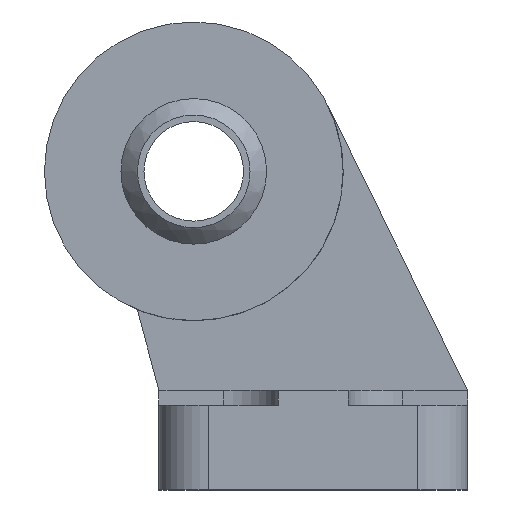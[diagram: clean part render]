
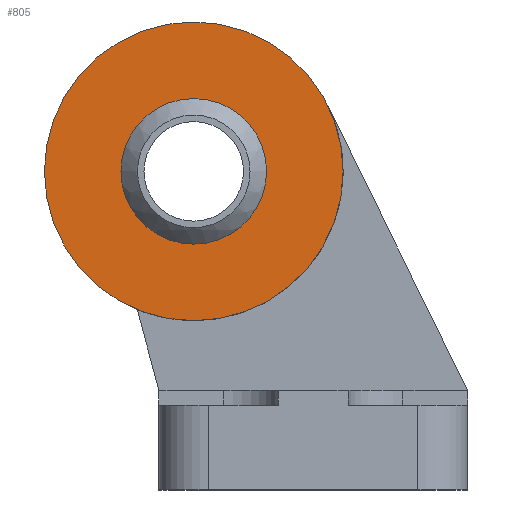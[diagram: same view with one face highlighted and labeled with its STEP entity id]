
A CAD part, left-side view. The second image highlights one B-rep face of the part: STEP entity #805.
In plain terms, the highlighted planar face has unit normal (-1, 0, 0).
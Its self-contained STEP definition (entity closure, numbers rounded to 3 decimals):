
#213=PLANE('',#862);
#242=FACE_BOUND('',#322,.T.);
#268=FACE_OUTER_BOUND('',#321,.T.);
#321=EDGE_LOOP('',(#618));
#322=EDGE_LOOP('',(#619));
#370=CIRCLE('',#842,7.31);
#379=CIRCLE('',#861,15.);
#406=VERTEX_POINT('',#1156);
#421=VERTEX_POINT('',#1200);
#480=EDGE_CURVE('',#406,#406,#370,.T.);
#499=EDGE_CURVE('',#421,#421,#379,.T.);
#618=ORIENTED_EDGE('',*,*,#499,.F.);
#619=ORIENTED_EDGE('',*,*,#480,.T.);
#805=ADVANCED_FACE('',(#268,#242),#213,.F.);
#842=AXIS2_PLACEMENT_3D('',#1157,#926,#927);
#861=AXIS2_PLACEMENT_3D('',#1201,#974,#975);
#862=AXIS2_PLACEMENT_3D('',#1202,#976,#977);
#926=DIRECTION('center_axis',(1.,0.,0.));
#927=DIRECTION('ref_axis',(0.,0.,-1.));
#974=DIRECTION('center_axis',(1.,0.,0.));
#975=DIRECTION('ref_axis',(0.,0.,-1.));
#976=DIRECTION('center_axis',(1.,0.,0.));
#977=DIRECTION('ref_axis',(0.,0.,-1.));
#1156=CARTESIAN_POINT('',(-5.25,12.,39.31));
#1157=CARTESIAN_POINT('Origin',(-5.25,12.,32.));
#1200=CARTESIAN_POINT('',(-5.25,12.,47.));
#1201=CARTESIAN_POINT('Origin',(-5.25,12.,32.));
#1202=CARTESIAN_POINT('Origin',(-5.25,12.,32.));
